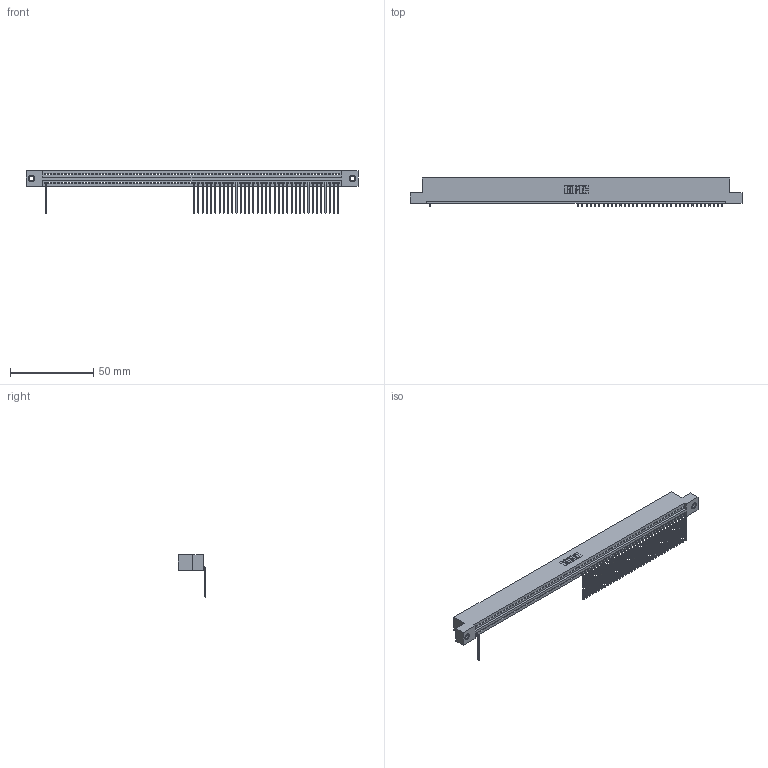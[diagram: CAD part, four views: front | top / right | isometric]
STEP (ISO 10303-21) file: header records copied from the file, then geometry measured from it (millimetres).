
FILE_DESCRIPTION (( 'STEP AP203' ), '1' );
FILE_NAME ('395-070-559-107.STEP', '2018-11-27T02:49:47', ( '' ), ( '' ), 'SwSTEP 2.0', 'SolidWorks 2016', '' );
FILE_SCHEMA (( 'CONFIG_CONTROL_DESIGN' ));
Length unit declared in the file: inch
Products named in the file (4): 345 Part_Flush Mounting Lugs - 0.156 Dia-TI; 395-070-559-107; 345-250-001_345-250-005-103; 345-292-001_558 559 Tail - 1
Assembly tree (39 placements, depth 2):
  395-070-559-107
    345 Part_Flush Mounting Lugs - 0.156 Dia-TI
    345-292-001_558 559 Tail - 1  x36
    345-250-001_345-250-005-103  x2
Bounding box: 199.01 x 16.75 x 25.53 mm (x, y, z)
Volume: 18848.5 mm3; surface area: 24098.4 mm2
Topology: 39 solids, 39 shells, 2890 faces, 8865 edges, 5854 vertices
Faces by surface type: plane 2100, cylinder 774, cone 12, torus 4
Entity records: 49096 total; most frequent: ORIENTED_EDGE 8670, CARTESIAN_POINT 8639, DIRECTION 7493, EDGE_CURVE 4335, LINE 3903, VECTOR 3903, VERTEX_POINT 2884, AXIS2_PLACEMENT_3D 1795
